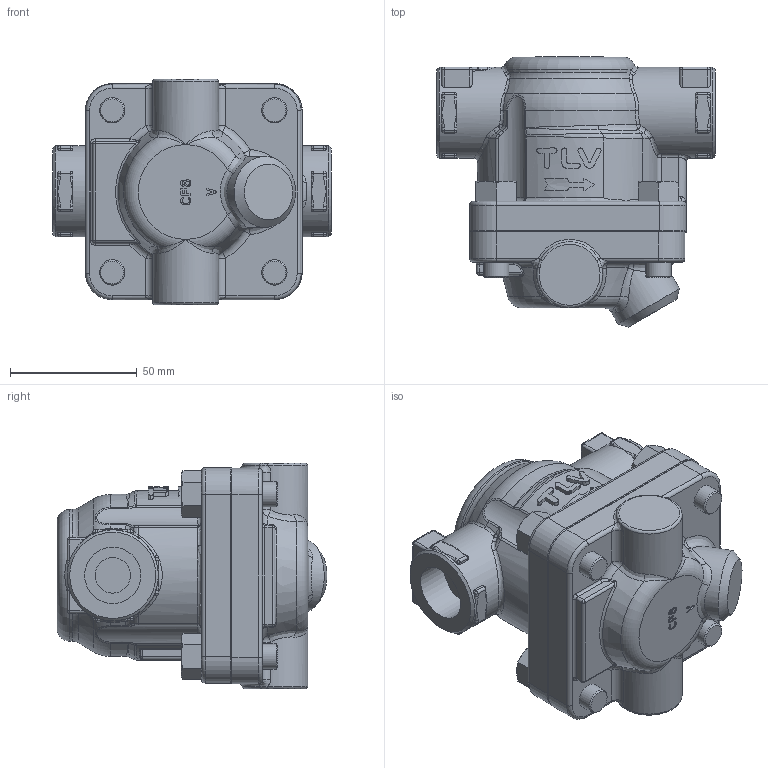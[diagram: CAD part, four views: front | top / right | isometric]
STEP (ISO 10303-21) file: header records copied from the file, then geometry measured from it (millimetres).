
FILE_DESCRIPTION(/* description */ (''),/* implementation_level */ '2;1');
FILE_NAME(/* name */ 'svgr2-015-sw000-00.stp',/* time_stamp */ '2026-01-21T10:59:36+09:00',/* author */ ('shibuya'),/* organization */ (''),/* preprocessor_version */ 'ST-DEVELOPER v20',/* originating_system */ 'Autodesk Inventor 2025',/* authorisation */ '');
FILE_SCHEMA (('AUTOMOTIVE_DESIGN { 1 0 10303 214 3 1 1 }'));
Length unit declared in the file: millimetre
Products named in the file (1): 15A_SW_SS1VG_A-M2_ASSY
Bounding box: 110 x 106.54 x 89 mm (x, y, z)
Volume: 469930.2 mm3; surface area: 50347.6 mm2
Topology: 1 solids, 5 shells, 801 faces, 1970 edges, 1144 vertices
Faces by surface type: plane 269, cylinder 229, bspline 172, torus 50, sphere 41, cone 40
Full cylindrical faces by diameter (mm): 10 x8, 11 x4, 14 x1, 16 x1, 22.2 x2, 28 x1, 36 x2
Entity records: 29967 total; most frequent: CARTESIAN_POINT 12363, ORIENTED_EDGE 3822, DIRECTION 3471, EDGE_CURVE 1911, AXIS2_PLACEMENT_3D 1369, VERTEX_POINT 1144, EDGE_LOOP 833, FACE_OUTER_BOUND 801
